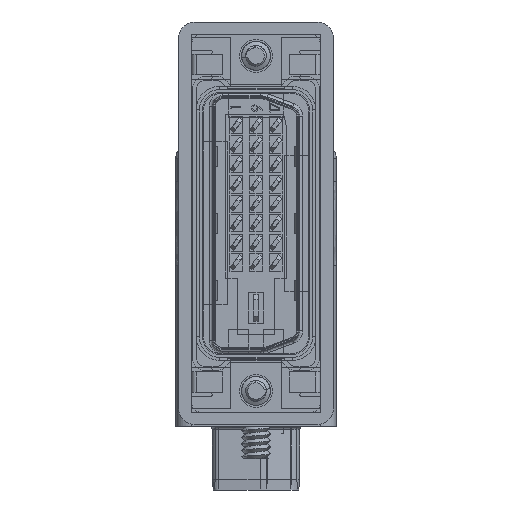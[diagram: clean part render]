
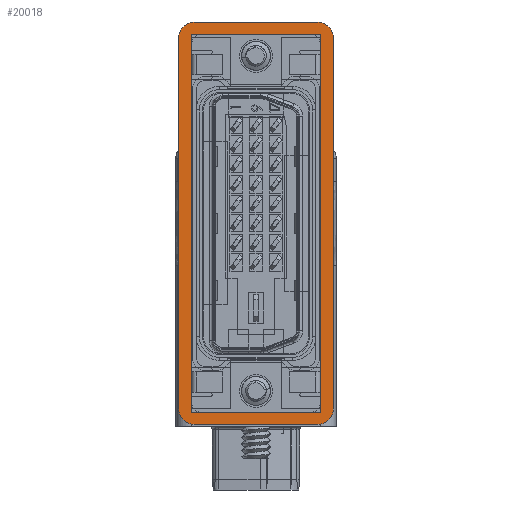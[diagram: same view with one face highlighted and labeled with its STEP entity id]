
A CAD part, left-side view. The second image highlights one B-rep face of the part: STEP entity #20018.
In plain terms, the highlighted face is planar.
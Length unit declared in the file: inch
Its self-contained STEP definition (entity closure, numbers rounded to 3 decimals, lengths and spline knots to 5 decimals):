
#5399 = AXIS2_PLACEMENT_3D ( 'NONE', #44968, #44970, #44972 ) ;
#5400 = AXIS2_PLACEMENT_3D ( 'NONE', #44989, #44991, #44993 ) ;
#5401 = AXIS2_PLACEMENT_3D ( 'NONE', #45010, #45012, #45014 ) ;
#5402 = AXIS2_PLACEMENT_3D ( 'NONE', #45031, #45033, #45035 ) ;
#12842 = VERTEX_POINT ( 'NONE', #84183 ) ;
#12844 = VERTEX_POINT ( 'NONE', #84187 ) ;
#12849 = VERTEX_POINT ( 'NONE', #84194 ) ;
#12850 = VERTEX_POINT ( 'NONE', #84196 ) ;
#12907 = VERTEX_POINT ( 'NONE', #84301 ) ;
#12908 = VERTEX_POINT ( 'NONE', #84302 ) ;
#12965 = VERTEX_POINT ( 'NONE', #84408 ) ;
#12966 = VERTEX_POINT ( 'NONE', #84410 ) ;
#12974 = VERTEX_POINT ( 'NONE', #84424 ) ;
#12975 = VERTEX_POINT ( 'NONE', #84426 ) ;
#12976 = VERTEX_POINT ( 'NONE', #84428 ) ;
#12977 = VERTEX_POINT ( 'NONE', #84430 ) ;
#20018 = ADVANCED_FACE ( 'NONE', ( #88805, #88807 ), #96755, .T. ) ;
#43042 = LINE ( 'NONE', #44931, #43047 ) ;
#43046 = LINE ( 'NONE', #44924, #43059 ) ;
#43047 = VECTOR ( 'NONE', #44935, 39.37008 ) ;
#43059 = VECTOR ( 'NONE', #44946, 39.37008 ) ;
#43061 = LINE ( 'NONE', #44954, #43066 ) ;
#43066 = VECTOR ( 'NONE', #44958, 39.37008 ) ;
#43068 = CIRCLE ( 'NONE', #5399, 0.05906 ) ;
#43077 = LINE ( 'NONE', #44979, #43083 ) ;
#43081 = CIRCLE ( 'NONE', #5400, 0.05906 ) ;
#43083 = VECTOR ( 'NONE', #44982, 39.37008 ) ;
#43091 = LINE ( 'NONE', #45000, #43096 ) ;
#43094 = CIRCLE ( 'NONE', #5401, 0.05906 ) ;
#43096 = VECTOR ( 'NONE', #45003, 39.37008 ) ;
#43104 = LINE ( 'NONE', #45021, #43109 ) ;
#43107 = CIRCLE ( 'NONE', #5402, 0.05906 ) ;
#43109 = VECTOR ( 'NONE', #45024, 39.37008 ) ;
#43242 = LINE ( 'NONE', #45255, #43248 ) ;
#43248 = VECTOR ( 'NONE', #45258, 39.37008 ) ;
#43276 = LINE ( 'NONE', #45296, #43282 ) ;
#43282 = VECTOR ( 'NONE', #45299, 39.37008 ) ;
#44924 = CARTESIAN_POINT ( 'NONE',  ( -0.72244, -0.29528, 0. ) ) ;
#44931 = CARTESIAN_POINT ( 'NONE',  ( 0.72244, -0.29528, 0. ) ) ;
#44935 = DIRECTION ( 'NONE',  ( 0., 1., 0. ) ) ;
#44946 = DIRECTION ( 'NONE',  ( 0., -1., 0. ) ) ;
#44954 = CARTESIAN_POINT ( 'NONE',  ( 0.76772, 0.29528, 0. ) ) ;
#44958 = DIRECTION ( 'NONE',  ( 1., 0., 0. ) ) ;
#44968 = CARTESIAN_POINT ( 'NONE',  ( 0.70866, 0.23622, 0. ) ) ;
#44970 = DIRECTION ( 'NONE',  ( 0., 0., -1. ) ) ;
#44972 = DIRECTION ( 'NONE',  ( -1., 0., 0. ) ) ;
#44979 = CARTESIAN_POINT ( 'NONE',  ( 0.76772, -0.29528, 0. ) ) ;
#44982 = DIRECTION ( 'NONE',  ( 0., -1., 0. ) ) ;
#44989 = CARTESIAN_POINT ( 'NONE',  ( 0.70866, -0.23622, 0. ) ) ;
#44991 = DIRECTION ( 'NONE',  ( 0., 0., -1. ) ) ;
#44993 = DIRECTION ( 'NONE',  ( -1., 0., 0. ) ) ;
#45000 = CARTESIAN_POINT ( 'NONE',  ( 0.76772, -0.29528, 0. ) ) ;
#45003 = DIRECTION ( 'NONE',  ( -1., 0., 0. ) ) ;
#45010 = CARTESIAN_POINT ( 'NONE',  ( -0.70866, -0.23622, 0. ) ) ;
#45012 = DIRECTION ( 'NONE',  ( 0., 0., -1. ) ) ;
#45014 = DIRECTION ( 'NONE',  ( -1., 0., 0. ) ) ;
#45021 = CARTESIAN_POINT ( 'NONE',  ( -0.76772, -0.29528, 0. ) ) ;
#45024 = DIRECTION ( 'NONE',  ( 0., 1., 0. ) ) ;
#45031 = CARTESIAN_POINT ( 'NONE',  ( -0.70866, 0.23622, 0. ) ) ;
#45033 = DIRECTION ( 'NONE',  ( 0., 0., -1. ) ) ;
#45035 = DIRECTION ( 'NONE',  ( -1., 0., 0. ) ) ;
#45255 = CARTESIAN_POINT ( 'NONE',  ( 0.76772, -0.24803, 0. ) ) ;
#45258 = DIRECTION ( 'NONE',  ( 1., 0., 0. ) ) ;
#45296 = CARTESIAN_POINT ( 'NONE',  ( 0.27559, 0.24803, 0. ) ) ;
#45299 = DIRECTION ( 'NONE',  ( -1., 0., 0. ) ) ;
#45750 = ORIENTED_EDGE ( 'NONE', *, *, #49572, .T. ) ;
#45751 = ORIENTED_EDGE ( 'NONE', *, *, #49574, .T. ) ;
#45752 = ORIENTED_EDGE ( 'NONE', *, *, #49544, .T. ) ;
#45753 = ORIENTED_EDGE ( 'NONE', *, *, #49549, .T. ) ;
#45754 = ORIENTED_EDGE ( 'NONE', *, *, #49555, .T. ) ;
#45755 = ORIENTED_EDGE ( 'NONE', *, *, #49557, .T. ) ;
#45756 = ORIENTED_EDGE ( 'NONE', *, *, #49564, .T. ) ;
#45757 = ORIENTED_EDGE ( 'NONE', *, *, #49566, .T. ) ;
#45758 = ORIENTED_EDGE ( 'NONE', *, *, #49540, .T. ) ;
#45759 = ORIENTED_EDGE ( 'NONE', *, *, #49663, .T. ) ;
#45760 = ORIENTED_EDGE ( 'NONE', *, *, #49534, .T. ) ;
#45761 = ORIENTED_EDGE ( 'NONE', *, *, #49682, .T. ) ;
#49534 = EDGE_CURVE ( 'NONE', #12977, #12966, #43042, .T. ) ;
#49540 = EDGE_CURVE ( 'NONE', #12965, #12849, #43046, .T. ) ;
#49544 = EDGE_CURVE ( 'NONE', #12975, #12976, #43061, .T. ) ;
#49549 = EDGE_CURVE ( 'NONE', #12976, #12850, #43068, .T. ) ;
#49555 = EDGE_CURVE ( 'NONE', #12850, #12974, #43077, .T. ) ;
#49557 = EDGE_CURVE ( 'NONE', #12974, #12908, #43081, .T. ) ;
#49564 = EDGE_CURVE ( 'NONE', #12908, #12844, #43091, .T. ) ;
#49566 = EDGE_CURVE ( 'NONE', #12844, #12907, #43094, .T. ) ;
#49572 = EDGE_CURVE ( 'NONE', #12907, #12842, #43104, .T. ) ;
#49574 = EDGE_CURVE ( 'NONE', #12842, #12975, #43107, .T. ) ;
#49663 = EDGE_CURVE ( 'NONE', #12849, #12977, #43242, .T. ) ;
#49682 = EDGE_CURVE ( 'NONE', #12966, #12965, #43276, .T. ) ;
#79839 = EDGE_LOOP ( 'NONE', ( #45758, #45759, #45760, #45761 ) ) ;
#79883 = EDGE_LOOP ( 'NONE', ( #45750, #45751, #45752, #45753, #45754, #45755, #45756, #45757 ) ) ;
#84183 = CARTESIAN_POINT ( 'NONE',  ( -0.76772, 0.23622, 0. ) ) ;
#84187 = CARTESIAN_POINT ( 'NONE',  ( -0.70866, -0.29528, 0. ) ) ;
#84194 = CARTESIAN_POINT ( 'NONE',  ( -0.72244, -0.24803, 0. ) ) ;
#84196 = CARTESIAN_POINT ( 'NONE',  ( 0.76772, 0.23622, 0. ) ) ;
#84301 = CARTESIAN_POINT ( 'NONE',  ( -0.76772, -0.23622, 0. ) ) ;
#84302 = CARTESIAN_POINT ( 'NONE',  ( 0.70866, -0.29528, 0. ) ) ;
#84408 = CARTESIAN_POINT ( 'NONE',  ( -0.72244, 0.24803, 0. ) ) ;
#84410 = CARTESIAN_POINT ( 'NONE',  ( 0.72244, 0.24803, 0. ) ) ;
#84424 = CARTESIAN_POINT ( 'NONE',  ( 0.76772, -0.23622, 0. ) ) ;
#84426 = CARTESIAN_POINT ( 'NONE',  ( -0.70866, 0.29528, 0. ) ) ;
#84428 = CARTESIAN_POINT ( 'NONE',  ( 0.70866, 0.29528, 0. ) ) ;
#84430 = CARTESIAN_POINT ( 'NONE',  ( 0.72244, -0.24803, 0. ) ) ;
#88805 = FACE_OUTER_BOUND ( 'NONE', #79883, .T. ) ;
#88807 = FACE_BOUND ( 'NONE', #79839, .T. ) ;
#96745 = DIRECTION ( 'NONE',  ( 0., 0., -1. ) ) ;
#96751 = CARTESIAN_POINT ( 'NONE',  ( 0.76772, -0.29528, 0. ) ) ;
#96755 = PLANE ( 'NONE',  #99445 ) ;
#96759 = DIRECTION ( 'NONE',  ( -1., 0., 0. ) ) ;
#99445 = AXIS2_PLACEMENT_3D ( 'NONE', #96751, #96745, #96759 ) ;
